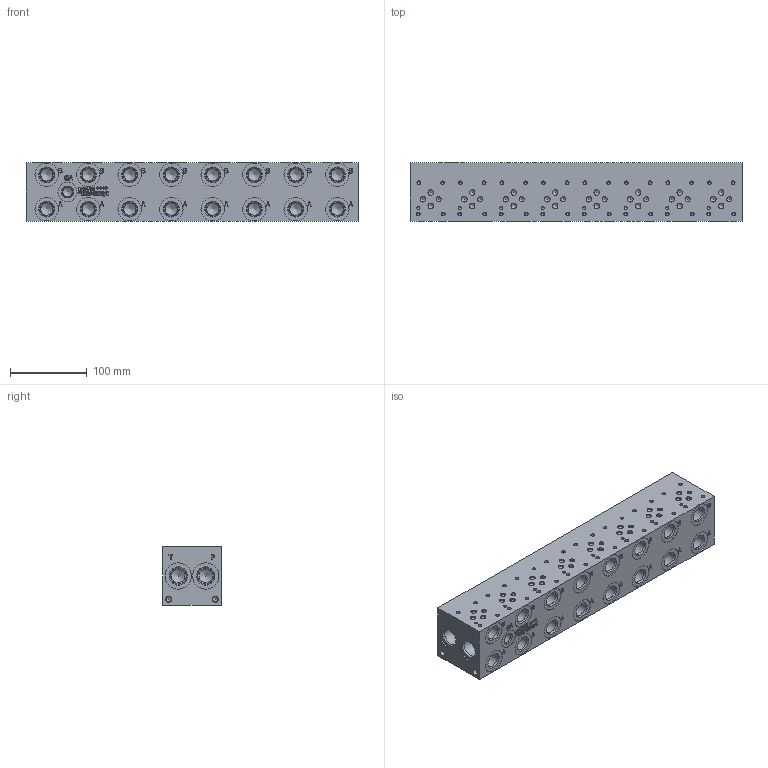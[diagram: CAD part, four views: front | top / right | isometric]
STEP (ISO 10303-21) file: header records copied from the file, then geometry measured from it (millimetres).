
FILE_DESCRIPTION(/* description */ (''),/* implementation_level */ '2;1');
FILE_NAME(/* name */ '_D03P082S_C.stp',/* time_stamp */ '2022-10-19T14:38:12-04:00',/* author */ ('bobbyh'),/* organization */ (''),/* preprocessor_version */ 'ST-DEVELOPER v18',/* originating_system */ 'Autodesk Inventor 2020',/* authorisation */ '');
FILE_SCHEMA (('AUTOMOTIVE_DESIGN { 1 0 10303 214 3 1 1 }'));
Length unit declared in the file: millimetre
Products named in the file (1): Part_AD03P082S_C_3D
Bounding box: 431.8 x 76.2 x 76.2 mm (x, y, z)
Volume: 2322529.7 mm3; surface area: 188451.2 mm2
Topology: 1 solids, 1 shells, 1224 faces, 3355 edges, 2291 vertices
Faces by surface type: plane 565, bspline 271, cylinder 223, cone 165
Full cylindrical faces by diameter (mm): 3.785 x32, 3.962 x8, 4.826 x32, 6.35 x8, 6.528 x4, 7.137 x24, 7.925 x4, 12.294 x1, 12.9 x1, 14.275 x1, 14.29 x1, 14.529 x1, 15.875 x16, 15.9 x1, 17.475 x4, 17.501 x16, 19.05 x16, 19.253 x16, 20.447 x4, 20.62 x1, 22.23 x5, 22.54 x1, 22.555 x4, 25.019 x1, 30.16 x1, 30.632 x16, 34.138 x4
Entity records: 40918 total; most frequent: CARTESIAN_POINT 10296, ORIENTED_EDGE 6514, DIRECTION 5464, EDGE_CURVE 3257, VERTEX_POINT 2291, LINE 1874, VECTOR 1874, AXIS2_PLACEMENT_3D 1795
